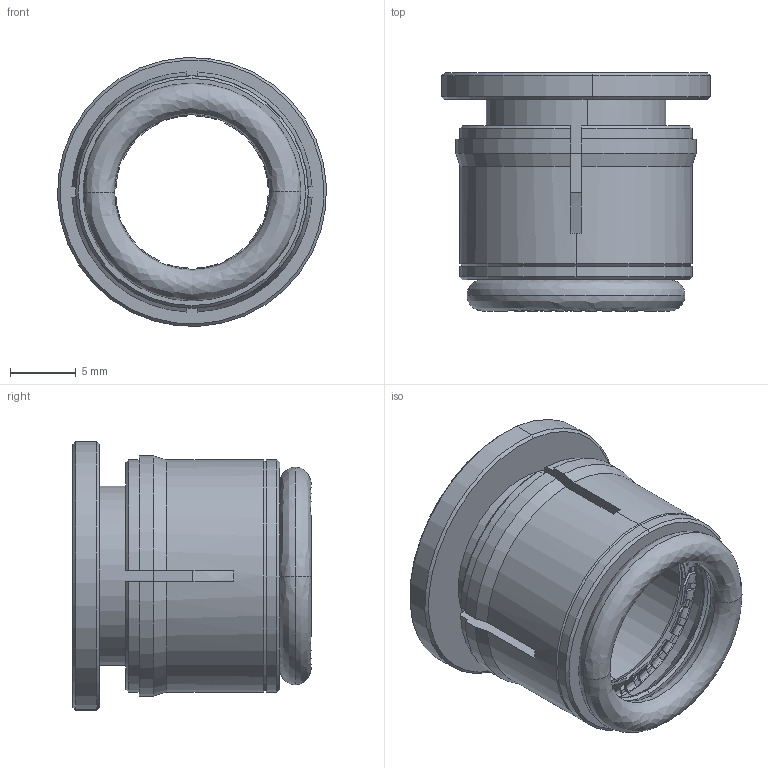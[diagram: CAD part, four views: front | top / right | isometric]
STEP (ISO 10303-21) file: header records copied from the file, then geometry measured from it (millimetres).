
FILE_DESCRIPTION (( 'STEP AP214' ), '1' );
FILE_NAME ('CFS12W.STEP', '2018-06-12T16:46:55', ( '' ), ( '' ), 'SwSTEP 2.0', 'SolidWorks 2016', '' );
FILE_SCHEMA (( 'AUTOMOTIVE_DESIGN' ));
Length unit declared in the file: millimetre
Products named in the file (1): CFS12W
Bounding box: 20.47 x 18.13 x 20.47 mm (x, y, z)
Volume: 1869.4 mm3; surface area: 3789.3 mm2
Topology: 5 solids, 5 shells, 382 faces, 1076 edges, 702 vertices
Faces by surface type: plane 139, cone 123, bspline 68, cylinder 52
Entity records: 18122 total; most frequent: CARTESIAN_POINT 4901, ORIENTED_EDGE 2152, DIRECTION 1540, EDGE_CURVE 1076, VERTEX_POINT 702, AXIS2_PLACEMENT_3D 633, B_SPLINE_CURVE_WITH_KNOTS 484, EDGE_LOOP 390
